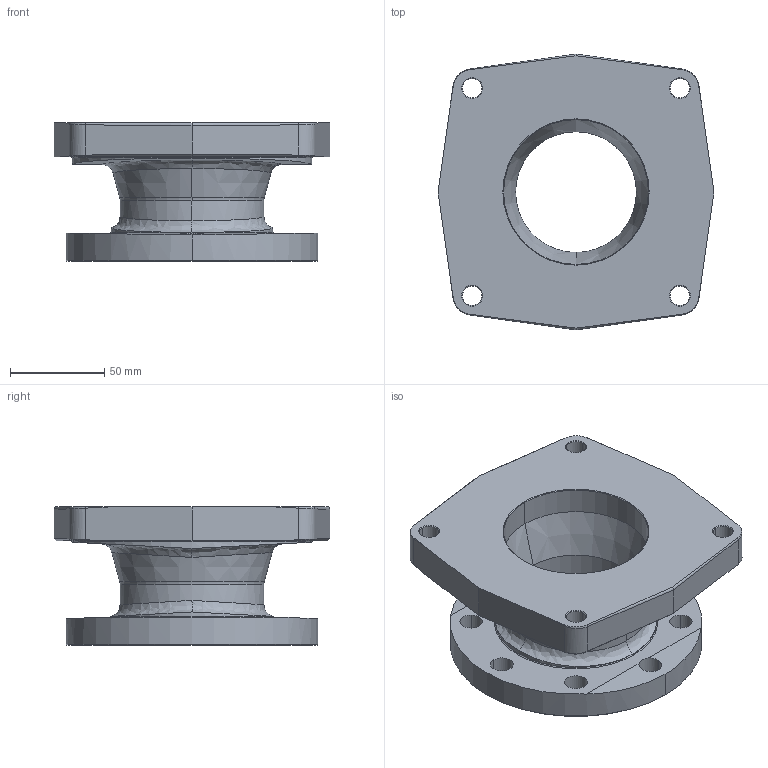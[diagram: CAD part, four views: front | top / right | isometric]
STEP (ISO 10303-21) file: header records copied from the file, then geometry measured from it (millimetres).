
FILE_DESCRIPTION((''),'2;1');
FILE_NAME('C20948_SW0001','2013-05-15T',('jhabe'),(''),'PRO/ENGINEER BY PARAMETRIC TECHNOLOGY CORPORATION, 2011310','PRO/ENGINEER BY PARAMETRIC TECHNOLOGY CORPORATION, 2011310','');
FILE_SCHEMA(('CONFIG_CONTROL_DESIGN'));
Length unit declared in the file: inch
Products named in the file (1): C20948_SW0001
Bounding box: 146.05 x 146.05 x 73.15 mm (x, y, z)
Surface area: 92976.6 mm2 (no closed solid volume)
Topology: 0 solids, 1 shells, 150 faces, 352 edges, 206 vertices
Faces by surface type: cylinder 52, cone 46, plane 26, bspline 16, torus 10
Entity records: 5356 total; most frequent: CARTESIAN_POINT 1918, DIRECTION 706, ORIENTED_EDGE 704, EDGE_CURVE 352, AXIS2_PLACEMENT_3D 280, VERTEX_POINT 206, EDGE_LOOP 178, FACE_OUTER_BOUND 150
